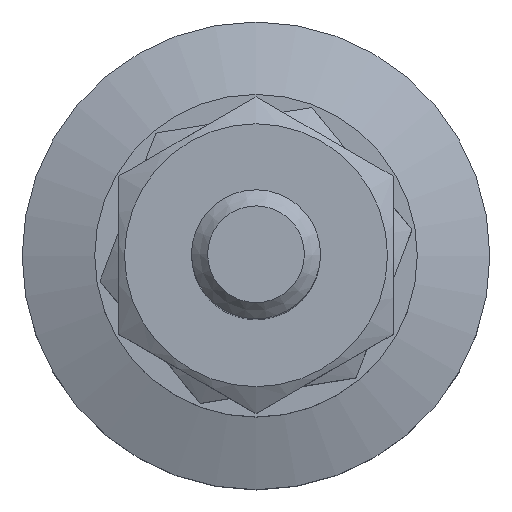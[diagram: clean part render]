
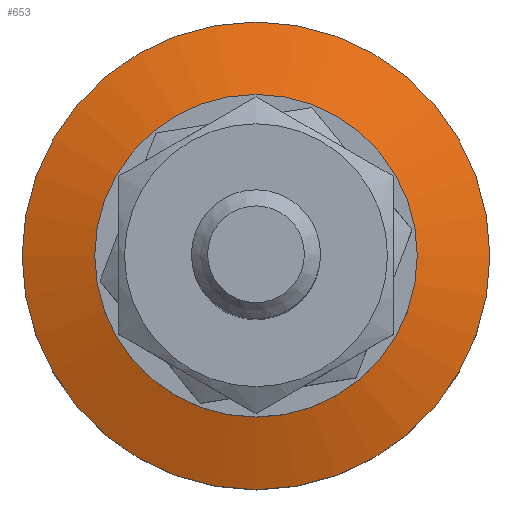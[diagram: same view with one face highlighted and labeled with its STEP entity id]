
A CAD part, top view. The second image highlights one B-rep face of the part: STEP entity #653.
In plain terms, the highlighted conical face has half-angle 70 degrees and reference radius 12.25 mm.
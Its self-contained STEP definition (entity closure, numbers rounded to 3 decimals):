
#119=CONICAL_SURFACE('',#706,12.25,70.);
#159=FACE_BOUND('',#232,.T.);
#183=FACE_OUTER_BOUND('',#231,.T.);
#231=EDGE_LOOP('',(#476));
#232=EDGE_LOOP('',(#477));
#289=CIRCLE('',#705,10.);
#290=CIRCLE('',#707,14.5);
#318=VERTEX_POINT('',#975);
#319=VERTEX_POINT('',#978);
#383=EDGE_CURVE('',#318,#318,#289,.T.);
#384=EDGE_CURVE('',#319,#319,#290,.T.);
#476=ORIENTED_EDGE('',*,*,#384,.F.);
#477=ORIENTED_EDGE('',*,*,#383,.T.);
#653=ADVANCED_FACE('',(#183,#159),#119,.T.);
#705=AXIS2_PLACEMENT_3D('',#976,#794,#795);
#706=AXIS2_PLACEMENT_3D('',#977,#796,#797);
#707=AXIS2_PLACEMENT_3D('',#979,#798,#799);
#794=DIRECTION('center_axis',(0.,0.,-1.));
#795=DIRECTION('ref_axis',(0.,1.,0.));
#796=DIRECTION('center_axis',(0.,0.,-1.));
#797=DIRECTION('ref_axis',(0.,1.,0.));
#798=DIRECTION('center_axis',(0.,0.,-1.));
#799=DIRECTION('ref_axis',(0.,1.,0.));
#975=CARTESIAN_POINT('',(0.,10.,9.638));
#976=CARTESIAN_POINT('Origin',(0.,0.,9.638));
#977=CARTESIAN_POINT('Origin',(0.,0.,8.819));
#978=CARTESIAN_POINT('',(0.,14.5,8.));
#979=CARTESIAN_POINT('Origin',(0.,0.,8.));
